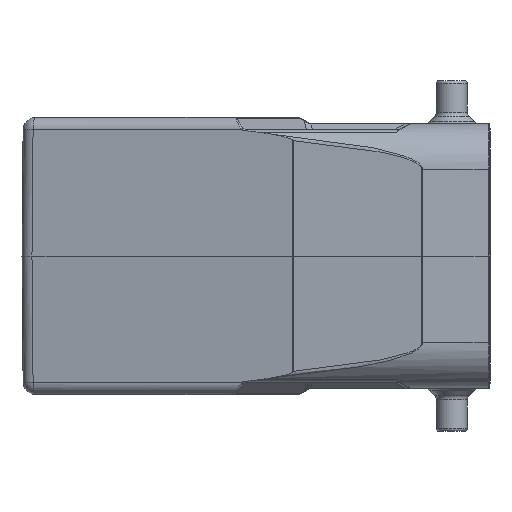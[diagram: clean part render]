
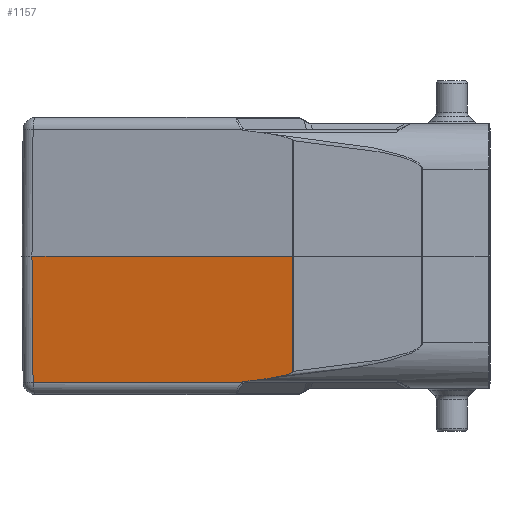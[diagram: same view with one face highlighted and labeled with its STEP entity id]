
A CAD part, left-side view. The second image highlights one B-rep face of the part: STEP entity #1157.
In plain terms, the highlighted planar face has unit normal (-0.982, 0.191, -0.009).
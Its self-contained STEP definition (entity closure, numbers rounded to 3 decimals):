
#577=ELLIPSE('',#10520,10.482,2.);
#578=ELLIPSE('',#10521,39.308,7.5);
#1157=ADVANCED_FACE('',(#1924),#1457,.T.);
#1457=PLANE('',#10522);
#1924=FACE_OUTER_BOUND('',#2548,.T.);
#2548=EDGE_LOOP('',(#6356,#6357,#6358,#6359,#6360,#6361,#6362,#6363));
#2829=B_SPLINE_CURVE_WITH_KNOTS('',3,(#17770,#17771,#17772,#17773,#17774,
#17775,#17776,#17777,#17778,#17779),.UNSPECIFIED.,.F.,.F.,(4,3,3,4),(0.,
0.092,0.449,1.),.UNSPECIFIED.);
#3385=LINE('',#17934,#4125);
#3386=LINE('',#17939,#4126);
#3388=LINE('',#17945,#4128);
#3389=LINE('',#17950,#4129);
#3390=LINE('',#17952,#4130);
#4125=VECTOR('',#12860,1.);
#4126=VECTOR('',#12865,1.);
#4128=VECTOR('',#12871,1.);
#4129=VECTOR('',#12876,1.);
#4130=VECTOR('',#12877,1.);
#6356=ORIENTED_EDGE('',*,*,#9052,.T.);
#6357=ORIENTED_EDGE('',*,*,#9053,.F.);
#6358=ORIENTED_EDGE('',*,*,#9054,.F.);
#6359=ORIENTED_EDGE('',*,*,#9037,.F.);
#6360=ORIENTED_EDGE('',*,*,#9047,.F.);
#6361=ORIENTED_EDGE('',*,*,#9055,.T.);
#6362=ORIENTED_EDGE('',*,*,#9056,.T.);
#6363=ORIENTED_EDGE('',*,*,#9049,.F.);
#7792=VERTEX_POINT('',#17760);
#7793=VERTEX_POINT('',#17769);
#7798=VERTEX_POINT('',#17931);
#7799=VERTEX_POINT('',#17937);
#7801=VERTEX_POINT('',#17940);
#7803=VERTEX_POINT('',#17946);
#7804=VERTEX_POINT('',#17948);
#7805=VERTEX_POINT('',#17951);
#9037=EDGE_CURVE('',#7793,#7792,#2829,.T.);
#9047=EDGE_CURVE('',#7798,#7793,#3385,.T.);
#9049=EDGE_CURVE('',#7799,#7801,#3386,.T.);
#9052=EDGE_CURVE('',#7799,#7803,#3388,.T.);
#9053=EDGE_CURVE('',#7804,#7803,#577,.T.);
#9054=EDGE_CURVE('',#7792,#7804,#578,.T.);
#9055=EDGE_CURVE('',#7798,#7805,#3389,.T.);
#9056=EDGE_CURVE('',#7805,#7801,#3390,.T.);
#10520=AXIS2_PLACEMENT_3D('',#17947,#12872,#12873);
#10521=AXIS2_PLACEMENT_3D('',#17949,#12874,#12875);
#10522=AXIS2_PLACEMENT_3D('',#17953,#12878,#12879);
#12860=DIRECTION('',(0.009,-0.001,-1.));
#12865=DIRECTION('',(0.191,0.982,0.));
#12871=DIRECTION('',(-0.13,-0.634,0.763));
#12872=DIRECTION('',(0.982,-0.191,0.009));
#12873=DIRECTION('',(0.191,0.982,0.002));
#12874=DIRECTION('',(0.982,-0.191,0.009));
#12875=DIRECTION('',(0.191,0.982,0.002));
#12876=DIRECTION('',(0.191,0.982,0.));
#12877=DIRECTION('',(0.007,-0.009,-1.));
#12878=DIRECTION('',(-0.982,0.191,-0.009));
#12879=DIRECTION('',(-0.191,-0.982,0.));
#17760=CARTESIAN_POINT('',(-43.862,3.672,-19.817));
#17769=CARTESIAN_POINT('',(-44.58,0.024,-18.83));
#17770=CARTESIAN_POINT('',(-44.58,0.024,-18.83));
#17771=CARTESIAN_POINT('',(-44.564,0.102,-18.917));
#17772=CARTESIAN_POINT('',(-44.542,0.213,-18.97));
#17773=CARTESIAN_POINT('',(-44.521,0.318,-19.019));
#17774=CARTESIAN_POINT('',(-44.439,0.729,-19.21));
#17775=CARTESIAN_POINT('',(-44.352,1.174,-19.317));
#17776=CARTESIAN_POINT('',(-44.265,1.614,-19.421));
#17777=CARTESIAN_POINT('',(-44.132,2.294,-19.582));
#17778=CARTESIAN_POINT('',(-43.997,2.982,-19.707));
#17779=CARTESIAN_POINT('',(-43.862,3.672,-19.817));
#17931=CARTESIAN_POINT('',(-44.743,0.048,0.));
#17934=CARTESIAN_POINT('',(-44.743,0.048,0.003));
#17937=CARTESIAN_POINT('',(-42.957,8.295,-20.517));
#17939=CARTESIAN_POINT('',(-42.957,8.295,-20.517));
#17940=CARTESIAN_POINT('',(-36.366,42.203,-20.517));
#17945=CARTESIAN_POINT('',(-46.306,-8.036,-0.864));
#17946=CARTESIAN_POINT('',(-42.981,8.178,-20.377));
#17947=CARTESIAN_POINT('',(-42.29,11.82,-18.5));
#17948=CARTESIAN_POINT('',(-43.44,5.83,-20.136));
#17949=CARTESIAN_POINT('',(-39.128,28.295,-14.));
#17950=CARTESIAN_POINT('',(-44.742,0.05,0.));
#17951=CARTESIAN_POINT('',(-36.514,42.382,0.));
#17952=CARTESIAN_POINT('',(-36.514,42.382,0.));
#17953=CARTESIAN_POINT('',(-46.119,-7.035,0.));
